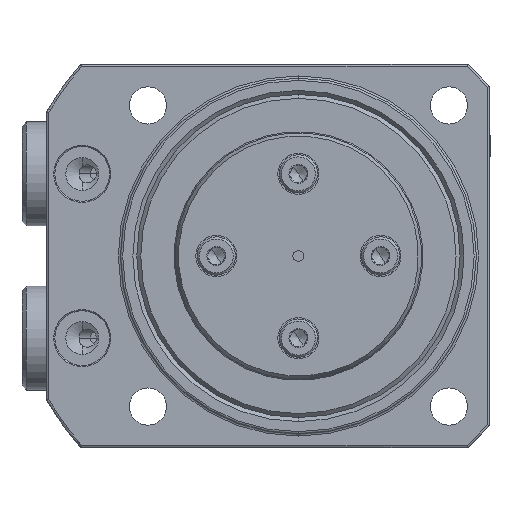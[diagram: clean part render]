
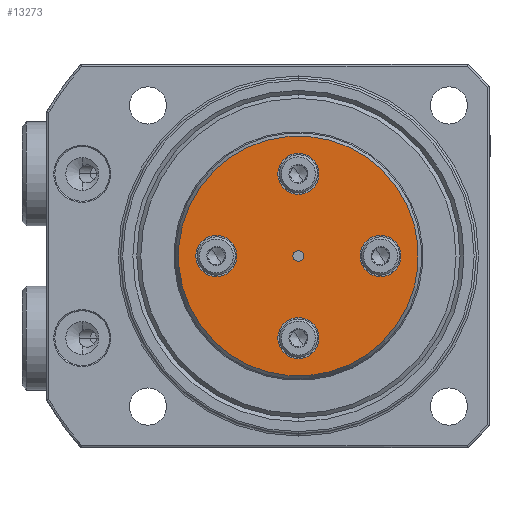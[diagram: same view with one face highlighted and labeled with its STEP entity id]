
A CAD part, front view. The second image highlights one B-rep face of the part: STEP entity #13273.
In plain terms, the highlighted planar face has unit normal (0, -1, 0).
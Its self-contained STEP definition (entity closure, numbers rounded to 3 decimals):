
#626 = AXIS2_PLACEMENT_3D ( 'NONE', #7994, #7995, #7996 ) ;
#698 = AXIS2_PLACEMENT_3D ( 'NONE', #7952, #7965, #7966 ) ;
#1318 = AXIS2_PLACEMENT_3D ( 'NONE', #4135, #4136, #4137 ) ;
#2538 = PLANE ( 'NONE',  #8584 ) ;
#2539 = CARTESIAN_POINT ( 'NONE',  ( -21.923, 0., 0. ) ) ;
#2540 = DIRECTION ( 'NONE',  ( 0., -1., 0. ) ) ;
#2541 = DIRECTION ( 'NONE',  ( 0., 0., -1. ) ) ;
#3013 = EDGE_CURVE ( 'NONE', #4762, #4678, #9655, .T. ) ;
#4135 = CARTESIAN_POINT ( 'NONE',  ( 0., 0., 0. ) ) ;
#4136 = DIRECTION ( 'NONE',  ( 0., 1., 0. ) ) ;
#4137 = DIRECTION ( 'NONE',  ( 0., 0., 1. ) ) ;
#4579 = VERTEX_POINT ( 'NONE', #12191 ) ;
#4580 = VERTEX_POINT ( 'NONE', #12192 ) ;
#4599 = VERTEX_POINT ( 'NONE', #12211 ) ;
#4601 = VERTEX_POINT ( 'NONE', #12213 ) ;
#4619 = VERTEX_POINT ( 'NONE', #12231 ) ;
#4620 = VERTEX_POINT ( 'NONE', #12232 ) ;
#4621 = VERTEX_POINT ( 'NONE', #12233 ) ;
#4630 = VERTEX_POINT ( 'NONE', #12242 ) ;
#4635 = VERTEX_POINT ( 'NONE', #12247 ) ;
#4636 = VERTEX_POINT ( 'NONE', #12248 ) ;
#4678 = VERTEX_POINT ( 'NONE', #12258 ) ;
#4762 = VERTEX_POINT ( 'NONE', #12342 ) ;
#5271 = CIRCLE ( 'NONE', #13619, 3.75 ) ;
#5272 = CIRCLE ( 'NONE', #13540, 1. ) ;
#5277 = CIRCLE ( 'NONE', #13519, 3.75 ) ;
#5279 = CIRCLE ( 'NONE', #698, 3.75 ) ;
#5285 = CIRCLE ( 'NONE', #626, 3.75 ) ;
#5409 = ORIENTED_EDGE ( 'NONE', *, *, #9693, .F. ) ;
#5410 = ORIENTED_EDGE ( 'NONE', *, *, #13496, .F. ) ;
#5412 = ORIENTED_EDGE ( 'NONE', *, *, #13486, .F. ) ;
#5413 = ORIENTED_EDGE ( 'NONE', *, *, #3013, .F. ) ;
#5414 = ORIENTED_EDGE ( 'NONE', *, *, #13477, .F. ) ;
#5415 = ORIENTED_EDGE ( 'NONE', *, *, #9882, .F. ) ;
#5416 = ORIENTED_EDGE ( 'NONE', *, *, #13467, .F. ) ;
#5417 = ORIENTED_EDGE ( 'NONE', *, *, #9690, .F. ) ;
#5418 = ORIENTED_EDGE ( 'NONE', *, *, #13494, .F. ) ;
#5419 = ORIENTED_EDGE ( 'NONE', *, *, #9728, .F. ) ;
#5420 = ORIENTED_EDGE ( 'NONE', *, *, #9769, .F. ) ;
#5422 = ORIENTED_EDGE ( 'NONE', *, *, #9845, .F. ) ;
#6419 = AXIS2_PLACEMENT_3D ( 'NONE', #12823, #12827, #12828 ) ;
#6592 = AXIS2_PLACEMENT_3D ( 'NONE', #12730, #12731, #12732 ) ;
#6653 = AXIS2_PLACEMENT_3D ( 'NONE', #12724, #12725, #12726 ) ;
#6665 = AXIS2_PLACEMENT_3D ( 'NONE', #12781, #12782, #12783 ) ;
#6797 = AXIS2_PLACEMENT_3D ( 'NONE', #12931, #12932, #12933 ) ;
#6807 = AXIS2_PLACEMENT_3D ( 'NONE', #12901, #12905, #12906 ) ;
#7952 = CARTESIAN_POINT ( 'NONE',  ( 10.607, 0., -10.607 ) ) ;
#7965 = DIRECTION ( 'NONE',  ( 0., -1., 0. ) ) ;
#7966 = DIRECTION ( 'NONE',  ( 0., 0., -1. ) ) ;
#7994 = CARTESIAN_POINT ( 'NONE',  ( 10.607, 0., 10.607 ) ) ;
#7995 = DIRECTION ( 'NONE',  ( 0., -1., 0. ) ) ;
#7996 = DIRECTION ( 'NONE',  ( 0., 0., -1. ) ) ;
#8018 = CARTESIAN_POINT ( 'NONE',  ( -10.607, 0., 10.607 ) ) ;
#8022 = DIRECTION ( 'NONE',  ( 0., -1., 0. ) ) ;
#8023 = DIRECTION ( 'NONE',  ( 0., 0., -1. ) ) ;
#8045 = CARTESIAN_POINT ( 'NONE',  ( 0., 0., 0. ) ) ;
#8046 = DIRECTION ( 'NONE',  ( 0., -1., 0. ) ) ;
#8047 = DIRECTION ( 'NONE',  ( 0., 0., -1. ) ) ;
#8048 = CARTESIAN_POINT ( 'NONE',  ( -10.607, 0., -10.607 ) ) ;
#8052 = DIRECTION ( 'NONE',  ( 0., -1., 0. ) ) ;
#8053 = DIRECTION ( 'NONE',  ( 0., 0., -1. ) ) ;
#8578 = FACE_OUTER_BOUND ( 'NONE', #9454, .T. ) ;
#8579 = FACE_BOUND ( 'NONE', #9453, .T. ) ;
#8581 = FACE_BOUND ( 'NONE', #9452, .T. ) ;
#8583 = FACE_BOUND ( 'NONE', #9451, .T. ) ;
#8584 = AXIS2_PLACEMENT_3D ( 'NONE', #2539, #2540, #2541 ) ;
#8585 = FACE_BOUND ( 'NONE', #9450, .T. ) ;
#8591 = FACE_BOUND ( 'NONE', #9449, .T. ) ;
#9449 = EDGE_LOOP ( 'NONE', ( #5420, #5418 ) ) ;
#9450 = EDGE_LOOP ( 'NONE', ( #5422, #5416 ) ) ;
#9451 = EDGE_LOOP ( 'NONE', ( #5419, #5414 ) ) ;
#9452 = EDGE_LOOP ( 'NONE', ( #5417, #5412 ) ) ;
#9453 = EDGE_LOOP ( 'NONE', ( #5415, #5410 ) ) ;
#9454 = EDGE_LOOP ( 'NONE', ( #5413, #5409 ) ) ;
#9607 = CIRCLE ( 'NONE', #6665, 3.75 ) ;
#9655 = CIRCLE ( 'NONE', #1318, 21.923 ) ;
#9673 = CIRCLE ( 'NONE', #6653, 3.75 ) ;
#9690 = EDGE_CURVE ( 'NONE', #4579, #4580, #9673, .T. ) ;
#9693 = EDGE_CURVE ( 'NONE', #4678, #4762, #9719, .T. ) ;
#9698 = CIRCLE ( 'NONE', #6419, 1. ) ;
#9719 = CIRCLE ( 'NONE', #6592, 21.923 ) ;
#9728 = EDGE_CURVE ( 'NONE', #4636, #4635, #9607, .T. ) ;
#9769 = EDGE_CURVE ( 'NONE', #4619, #4620, #9698, .T. ) ;
#9845 = EDGE_CURVE ( 'NONE', #4599, #4601, #12080, .T. ) ;
#9882 = EDGE_CURVE ( 'NONE', #4630, #4621, #12057, .T. ) ;
#12057 = CIRCLE ( 'NONE', #6797, 3.75 ) ;
#12080 = CIRCLE ( 'NONE', #6807, 3.75 ) ;
#12191 = CARTESIAN_POINT ( 'NONE',  ( -10.607, 0., 6.857 ) ) ;
#12192 = CARTESIAN_POINT ( 'NONE',  ( -10.607, 0., 14.357 ) ) ;
#12211 = CARTESIAN_POINT ( 'NONE',  ( 10.607, 0., -14.357 ) ) ;
#12213 = CARTESIAN_POINT ( 'NONE',  ( 10.607, 0., -6.857 ) ) ;
#12231 = CARTESIAN_POINT ( 'NONE',  ( 0., 0., -1. ) ) ;
#12232 = CARTESIAN_POINT ( 'NONE',  ( 0., 0., 1. ) ) ;
#12233 = CARTESIAN_POINT ( 'NONE',  ( -10.607, 0., -6.857 ) ) ;
#12242 = CARTESIAN_POINT ( 'NONE',  ( -10.607, 0., -14.357 ) ) ;
#12247 = CARTESIAN_POINT ( 'NONE',  ( 10.607, 0., 14.357 ) ) ;
#12248 = CARTESIAN_POINT ( 'NONE',  ( 10.607, 0., 6.857 ) ) ;
#12258 = CARTESIAN_POINT ( 'NONE',  ( 0., 0., -21.923 ) ) ;
#12342 = CARTESIAN_POINT ( 'NONE',  ( 0., 0., 21.923 ) ) ;
#12724 = CARTESIAN_POINT ( 'NONE',  ( -10.607, 0., 10.607 ) ) ;
#12725 = DIRECTION ( 'NONE',  ( 0., -1., 0. ) ) ;
#12726 = DIRECTION ( 'NONE',  ( 0., 0., -1. ) ) ;
#12730 = CARTESIAN_POINT ( 'NONE',  ( 0., 0., 0. ) ) ;
#12731 = DIRECTION ( 'NONE',  ( 0., 1., 0. ) ) ;
#12732 = DIRECTION ( 'NONE',  ( 0., 0., 1. ) ) ;
#12781 = CARTESIAN_POINT ( 'NONE',  ( 10.607, 0., 10.607 ) ) ;
#12782 = DIRECTION ( 'NONE',  ( 0., -1., 0. ) ) ;
#12783 = DIRECTION ( 'NONE',  ( 0., 0., -1. ) ) ;
#12823 = CARTESIAN_POINT ( 'NONE',  ( 0., 0., 0. ) ) ;
#12827 = DIRECTION ( 'NONE',  ( 0., -1., 0. ) ) ;
#12828 = DIRECTION ( 'NONE',  ( 0., 0., -1. ) ) ;
#12901 = CARTESIAN_POINT ( 'NONE',  ( 10.607, 0., -10.607 ) ) ;
#12905 = DIRECTION ( 'NONE',  ( 0., -1., 0. ) ) ;
#12906 = DIRECTION ( 'NONE',  ( 0., 0., -1. ) ) ;
#12931 = CARTESIAN_POINT ( 'NONE',  ( -10.607, 0., -10.607 ) ) ;
#12932 = DIRECTION ( 'NONE',  ( 0., -1., 0. ) ) ;
#12933 = DIRECTION ( 'NONE',  ( 0., 0., -1. ) ) ;
#13273 = ADVANCED_FACE ( 'NONE', ( #8591, #8585, #8583, #8581, #8579, #8578 ), #2538, .T. ) ;
#13467 = EDGE_CURVE ( 'NONE', #4601, #4599, #5279, .T. ) ;
#13477 = EDGE_CURVE ( 'NONE', #4635, #4636, #5285, .T. ) ;
#13486 = EDGE_CURVE ( 'NONE', #4580, #4579, #5277, .T. ) ;
#13494 = EDGE_CURVE ( 'NONE', #4620, #4619, #5272, .T. ) ;
#13496 = EDGE_CURVE ( 'NONE', #4621, #4630, #5271, .T. ) ;
#13519 = AXIS2_PLACEMENT_3D ( 'NONE', #8018, #8022, #8023 ) ;
#13540 = AXIS2_PLACEMENT_3D ( 'NONE', #8045, #8046, #8047 ) ;
#13619 = AXIS2_PLACEMENT_3D ( 'NONE', #8048, #8052, #8053 ) ;
